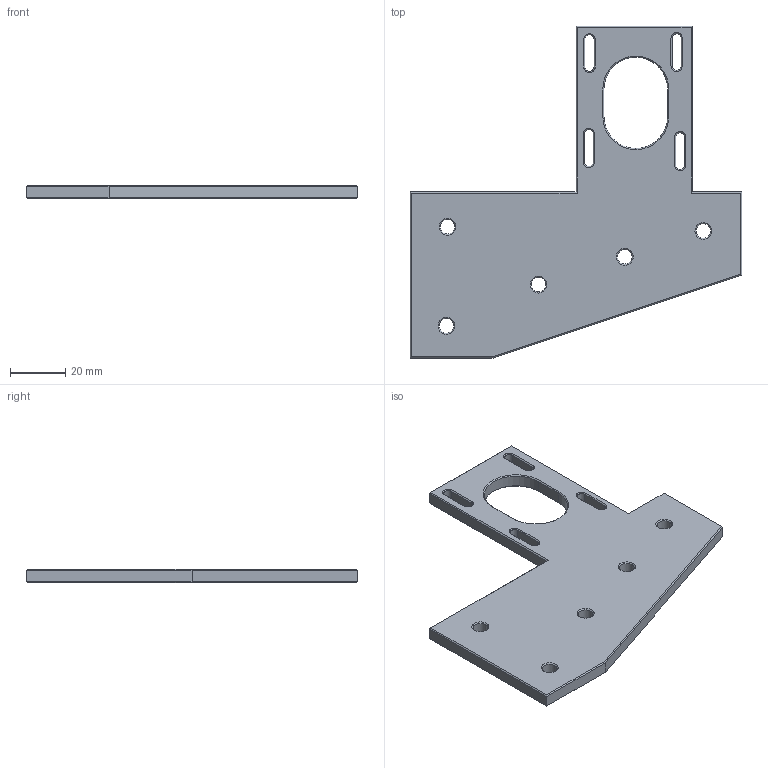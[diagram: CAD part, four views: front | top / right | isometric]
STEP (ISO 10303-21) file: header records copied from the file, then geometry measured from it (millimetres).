
FILE_DESCRIPTION(('FreeCAD Model'),'2;1');
FILE_NAME('Open CASCADE Shape Model','2025-01-12T11:11:27',(''),(''), 'Open CASCADE STEP processor 7.8','FreeCAD','Unknown');
FILE_SCHEMA(('AUTOMOTIVE_DESIGN { 1 0 10303 214 1 1 1 1 }'));
Length unit declared in the file: millimetre
Products named in the file (1): Body
Bounding box: 120 x 120 x 5 mm (x, y, z)
Volume: 37118.5 mm3; surface area: 18306.5 mm2
Topology: 1 solids, 1 shells, 104 faces, 238 edges, 136 vertices
Faces by surface type: plane 59, cone 30, cylinder 15
Full cylindrical faces by diameter (mm): 5.3 x5
Entity records: 5994 total; most frequent: DIRECTION 984, CARTESIAN_POINT 955, LINE 624, VECTOR 624, ORIENTED_EDGE 476, PCURVE 476, DEFINITIONAL_REPRESENTATION 476, EDGE_CURVE 238
